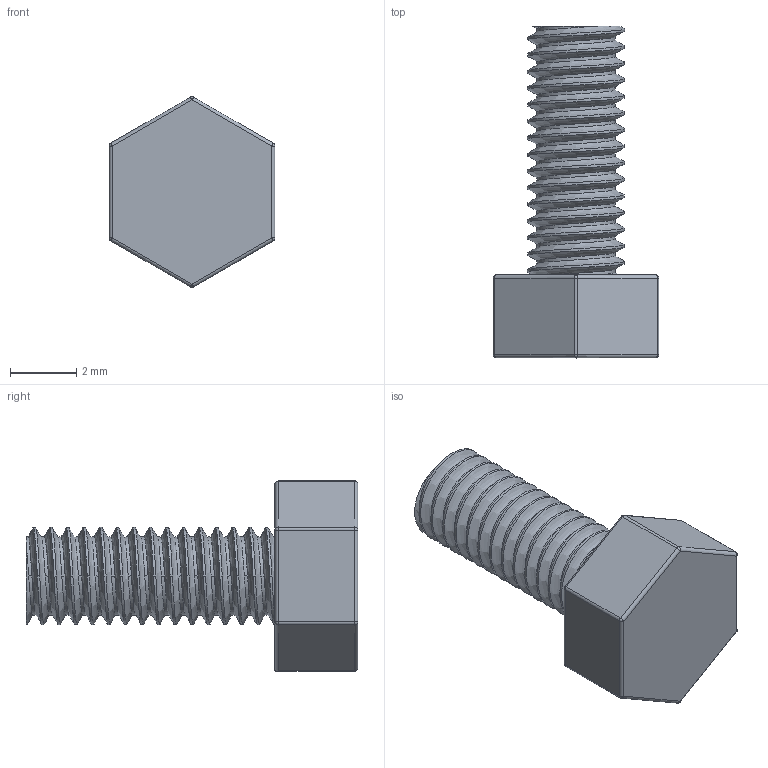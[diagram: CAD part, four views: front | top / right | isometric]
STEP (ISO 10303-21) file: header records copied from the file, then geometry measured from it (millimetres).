
FILE_DESCRIPTION(/* description */ (''),/* implementation_level */ '2;1');
FILE_NAME(/* name */ 'Hex bolt 3mm dia 8mm length v1.step',/* time_stamp */ '2023-09-08T12:27:46+05:30',/* author */ (''),/* organization */ (''),/* preprocessor_version */ 'ST-DEVELOPER v20',/* originating_system */ 'Autodesk Translation Framework v12.9.0.99',/* authorisation */ '');
FILE_SCHEMA (('AUTOMOTIVE_DESIGN { 1 0 10303 214 3 1 1 }'));
Length unit declared in the file: millimetre
Products named in the file (1): Hex bolt 3mm dia 8mm length
Bounding box: 5 x 10 x 5.74 mm (x, y, z)
Volume: 94.9 mm3; surface area: 188.1 mm2
Topology: 1 solids, 1 shells, 70 faces, 171 edges, 104 vertices
Faces by surface type: cylinder 49, sphere 10, plane 9, bspline 2
Full cylindrical faces by diameter (mm): 2.356 x4, 2.927 x8
Entity records: 3964 total; most frequent: CARTESIAN_POINT 2406, ORIENTED_EDGE 342, DIRECTION 279, EDGE_CURVE 171, AXIS2_PLACEMENT_3D 107, VERTEX_POINT 104, EDGE_LOOP 71, FACE_OUTER_BOUND 70
